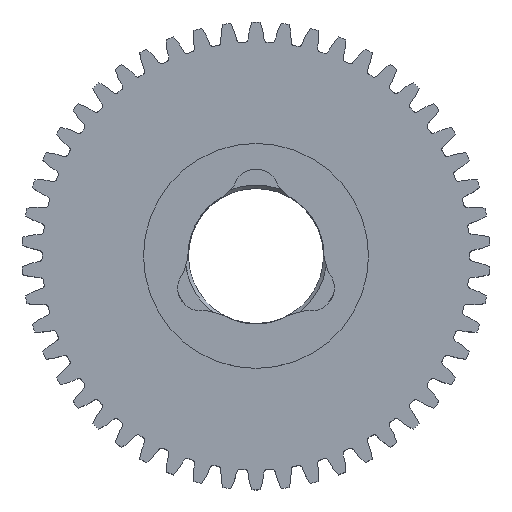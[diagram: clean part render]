
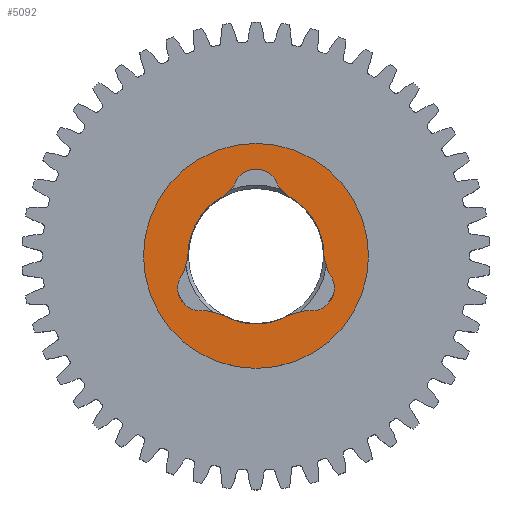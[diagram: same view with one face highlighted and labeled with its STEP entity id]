
A CAD part, top view. The second image highlights one B-rep face of the part: STEP entity #5092.
In plain terms, the highlighted planar face has unit normal (0, 0, 1).
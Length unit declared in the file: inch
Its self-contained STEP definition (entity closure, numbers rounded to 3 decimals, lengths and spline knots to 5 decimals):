
#43 = AXIS2_PLACEMENT_3D ( 'NONE', #6688, #17233, #8204 ) ;
#85 = AXIS2_PLACEMENT_3D ( 'NONE', #17255, #16137, #16133 ) ;
#340 = DIRECTION ( 'NONE',  ( -0.969, -0.248, 0. ) ) ;
#361 = CARTESIAN_POINT ( 'NONE',  ( 0.12201, 0.3937, 0.25 ) ) ;
#391 = VERTEX_POINT ( 'NONE', #13705 ) ;
#397 = ORIENTED_EDGE ( 'NONE', *, *, #14868, .T. ) ;
#449 = EDGE_LOOP ( 'NONE', ( #12131, #1100, #13991, #18507, #11422, #397, #16350, #1116, #17688, #7056, #3713, #8040, #8507, #1786 ) ) ;
#726 = CARTESIAN_POINT ( 'NONE',  ( -0.40196, -0.09119, 0.25 ) ) ;
#764 = DIRECTION ( 'NONE',  ( 0.269, 0.963, 0. ) ) ;
#899 = CARTESIAN_POINT ( 'NONE',  ( 0.30744, -0.1775, 0.25 ) ) ;
#1060 = LINE ( 'NONE', #13436, #4617 ) ;
#1100 = ORIENTED_EDGE ( 'NONE', *, *, #14046, .T. ) ;
#1116 = ORIENTED_EDGE ( 'NONE', *, *, #10464, .T. ) ;
#1242 = CARTESIAN_POINT ( 'NONE',  ( -0.19536, -0.32418, 0.25 ) ) ;
#1415 = CARTESIAN_POINT ( 'NONE',  ( 0.37843, -0.0071, 0.25 ) ) ;
#1715 = CARTESIAN_POINT ( 'NONE',  ( -0.12201, 0.3937, 0.25 ) ) ;
#1739 = AXIS2_PLACEMENT_3D ( 'NONE', #16847, #7805, #18378 ) ;
#1786 = ORIENTED_EDGE ( 'NONE', *, *, #3428, .T. ) ;
#2002 = VERTEX_POINT ( 'NONE', #18724 ) ;
#2467 = DIRECTION ( 'NONE',  ( 1., 0., 0. ) ) ;
#2815 = AXIS2_PLACEMENT_3D ( 'NONE', #3134, #3109, #3089 ) ;
#3089 = DIRECTION ( 'NONE',  ( 1., 0., 0. ) ) ;
#3109 = DIRECTION ( 'NONE',  ( 0., 0., -1. ) ) ;
#3134 = CARTESIAN_POINT ( 'NONE',  ( -0.30744, -0.1775, 0.25 ) ) ;
#3249 = CIRCLE ( 'NONE', #43, 0.128 ) ;
#3360 = DIRECTION ( 'NONE',  ( 0., 0., -1. ) ) ;
#3428 = EDGE_CURVE ( 'NONE', #17816, #17992, #18636, .T. ) ;
#3442 = EDGE_CURVE ( 'NONE', #14285, #6714, #7013, .T. ) ;
#3510 = VECTOR ( 'NONE', #11728, 39.37008 ) ;
#3713 = ORIENTED_EDGE ( 'NONE', *, *, #15544, .T. ) ;
#3835 = EDGE_CURVE ( 'NONE', #19374, #391, #8683, .T. ) ;
#4030 = EDGE_LOOP ( 'NONE', ( #9293, #6242 ) ) ;
#4169 = CARTESIAN_POINT ( 'NONE',  ( -0.625, 0., 0.25 ) ) ;
#4367 = VERTEX_POINT ( 'NONE', #9780 ) ;
#4477 = CARTESIAN_POINT ( 'NONE',  ( 0.43544, -0.1775, 0.25 ) ) ;
#4617 = VECTOR ( 'NONE', #16485, 39.37008 ) ;
#4685 = LINE ( 'NONE', #726, #12639 ) ;
#4771 = AXIS2_PLACEMENT_3D ( 'NONE', #8646, #19209, #10166 ) ;
#5092 = ADVANCED_FACE ( 'NONE', ( #14995, #7941 ), #16195, .T. ) ;
#5325 = LINE ( 'NONE', #6283, #8764 ) ;
#6242 = ORIENTED_EDGE ( 'NONE', *, *, #17023, .F. ) ;
#6283 = CARTESIAN_POINT ( 'NONE',  ( 0.27995, -0.30251, 0.25 ) ) ;
#6434 = CARTESIAN_POINT ( 'NONE',  ( 0.19536, -0.32418, 0.25 ) ) ;
#6514 = VERTEX_POINT ( 'NONE', #16263 ) ;
#6688 = CARTESIAN_POINT ( 'NONE',  ( 0., 0.355, 0.25 ) ) ;
#6714 = VERTEX_POINT ( 'NONE', #13438 ) ;
#6945 = DIRECTION ( 'NONE',  ( 0., 0., -1. ) ) ;
#7013 = CIRCLE ( 'NONE', #18974, 0.3785 ) ;
#7014 = DIRECTION ( 'NONE',  ( 0.699, -0.715, 0. ) ) ;
#7056 = ORIENTED_EDGE ( 'NONE', *, *, #3442, .T. ) ;
#7123 = CARTESIAN_POINT ( 'NONE',  ( 0.12201, 0.3937, 0.25 ) ) ;
#7342 = CARTESIAN_POINT ( 'NONE',  ( 0.18307, 0.33128, 0.25 ) ) ;
#7594 = EDGE_CURVE ( 'NONE', #12992, #17816, #14038, .T. ) ;
#7699 = VERTEX_POINT ( 'NONE', #4169 ) ;
#7805 = DIRECTION ( 'NONE',  ( 0., 0., -1. ) ) ;
#7850 = AXIS2_PLACEMENT_3D ( 'NONE', #16003, #6945, #17498 ) ;
#7941 = FACE_BOUND ( 'NONE', #449, .T. ) ;
#8040 = ORIENTED_EDGE ( 'NONE', *, *, #16012, .T. ) ;
#8061 = VERTEX_POINT ( 'NONE', #10299 ) ;
#8204 = DIRECTION ( 'NONE',  ( 1., 0., 0. ) ) ;
#8507 = ORIENTED_EDGE ( 'NONE', *, *, #7594, .T. ) ;
#8646 = CARTESIAN_POINT ( 'NONE',  ( 0., 0., 0.25 ) ) ;
#8683 = CIRCLE ( 'NONE', #14768, 0.3785 ) ;
#8764 = VECTOR ( 'NONE', #340, 39.37008 ) ;
#9187 = EDGE_CURVE ( 'NONE', #11888, #4367, #15932, .T. ) ;
#9293 = ORIENTED_EDGE ( 'NONE', *, *, #16800, .F. ) ;
#9304 = CIRCLE ( 'NONE', #7850, 0.3785 ) ;
#9780 = CARTESIAN_POINT ( 'NONE',  ( -0.40196, -0.09119, 0.25 ) ) ;
#10166 = DIRECTION ( 'NONE',  ( -1., 0., 0. ) ) ;
#10299 = CARTESIAN_POINT ( 'NONE',  ( 0.27995, -0.30251, 0.25 ) ) ;
#10464 = EDGE_CURVE ( 'NONE', #4367, #2002, #4685, .T. ) ;
#11378 = DIRECTION ( 'NONE',  ( 0., 0., -1. ) ) ;
#11422 = ORIENTED_EDGE ( 'NONE', *, *, #3835, .T. ) ;
#11423 = VERTEX_POINT ( 'NONE', #14403 ) ;
#11521 = EDGE_CURVE ( 'NONE', #2002, #14285, #9304, .T. ) ;
#11728 = DIRECTION ( 'NONE',  ( -0.969, 0.248, 0. ) ) ;
#11834 = CIRCLE ( 'NONE', #1739, 0.128 ) ;
#11888 = VERTEX_POINT ( 'NONE', #15326 ) ;
#12131 = ORIENTED_EDGE ( 'NONE', *, *, #15421, .T. ) ;
#12267 = CARTESIAN_POINT ( 'NONE',  ( 0., 0., 0.25 ) ) ;
#12333 = CIRCLE ( 'NONE', #18195, 0.625 ) ;
#12639 = VECTOR ( 'NONE', #764, 39.37008 ) ;
#12751 = DIRECTION ( 'NONE',  ( -1., 0., 0. ) ) ;
#12755 = DIRECTION ( 'NONE',  ( 0., 0., -1. ) ) ;
#12778 = CARTESIAN_POINT ( 'NONE',  ( 0., 0., 0.25 ) ) ;
#12856 = VERTEX_POINT ( 'NONE', #4477 ) ;
#12992 = VERTEX_POINT ( 'NONE', #361 ) ;
#13436 = CARTESIAN_POINT ( 'NONE',  ( -0.18307, 0.33128, 0.25 ) ) ;
#13438 = CARTESIAN_POINT ( 'NONE',  ( -0.18307, 0.33128, 0.25 ) ) ;
#13464 = VECTOR ( 'NONE', #17118, 39.37008 ) ;
#13705 = CARTESIAN_POINT ( 'NONE',  ( -0.19536, -0.32418, 0.25 ) ) ;
#13726 = DIRECTION ( 'NONE',  ( -1., 0., 0. ) ) ;
#13991 = ORIENTED_EDGE ( 'NONE', *, *, #16947, .T. ) ;
#14038 = LINE ( 'NONE', #7123, #18551 ) ;
#14046 = EDGE_CURVE ( 'NONE', #11423, #12856, #18721, .T. ) ;
#14285 = VERTEX_POINT ( 'NONE', #16348 ) ;
#14403 = CARTESIAN_POINT ( 'NONE',  ( 0.40196, -0.09119, 0.25 ) ) ;
#14529 = EDGE_CURVE ( 'NONE', #8061, #19374, #5325, .T. ) ;
#14768 = AXIS2_PLACEMENT_3D ( 'NONE', #12778, #12755, #12751 ) ;
#14868 = EDGE_CURVE ( 'NONE', #391, #11888, #19393, .T. ) ;
#14874 = AXIS2_PLACEMENT_3D ( 'NONE', #899, #11378, #2467 ) ;
#14995 = FACE_OUTER_BOUND ( 'NONE', #4030, .T. ) ;
#15326 = CARTESIAN_POINT ( 'NONE',  ( -0.27995, -0.30251, 0.25 ) ) ;
#15368 = CIRCLE ( 'NONE', #4771, 0.625 ) ;
#15421 = EDGE_CURVE ( 'NONE', #17992, #11423, #17490, .T. ) ;
#15544 = EDGE_CURVE ( 'NONE', #6714, #18459, #1060, .T. ) ;
#15728 = CARTESIAN_POINT ( 'NONE',  ( 0.37843, -0.0071, 0.25 ) ) ;
#15932 = CIRCLE ( 'NONE', #2815, 0.128 ) ;
#16003 = CARTESIAN_POINT ( 'NONE',  ( 0., 0., 0.25 ) ) ;
#16012 = EDGE_CURVE ( 'NONE', #18459, #12992, #3249, .T. ) ;
#16133 = DIRECTION ( 'NONE',  ( 1., 0., 0. ) ) ;
#16137 = DIRECTION ( 'NONE',  ( 0., 0., 1. ) ) ;
#16195 = PLANE ( 'NONE',  #85 ) ;
#16263 = CARTESIAN_POINT ( 'NONE',  ( 0.625, 0., 0.25 ) ) ;
#16348 = CARTESIAN_POINT ( 'NONE',  ( -0.3785, 0., 0.25 ) ) ;
#16350 = ORIENTED_EDGE ( 'NONE', *, *, #9187, .T. ) ;
#16485 = DIRECTION ( 'NONE',  ( 0.699, 0.715, 0. ) ) ;
#16800 = EDGE_CURVE ( 'NONE', #7699, #6514, #12333, .T. ) ;
#16847 = CARTESIAN_POINT ( 'NONE',  ( 0.30744, -0.1775, 0.25 ) ) ;
#16947 = EDGE_CURVE ( 'NONE', #12856, #8061, #11834, .T. ) ;
#17023 = EDGE_CURVE ( 'NONE', #6514, #7699, #15368, .T. ) ;
#17118 = DIRECTION ( 'NONE',  ( 0.269, -0.963, 0. ) ) ;
#17233 = DIRECTION ( 'NONE',  ( 0., 0., -1. ) ) ;
#17255 = CARTESIAN_POINT ( 'NONE',  ( 0., 0., 0.25 ) ) ;
#17490 = LINE ( 'NONE', #1415, #13464 ) ;
#17498 = DIRECTION ( 'NONE',  ( -1., 0., 0. ) ) ;
#17688 = ORIENTED_EDGE ( 'NONE', *, *, #11521, .T. ) ;
#17816 = VERTEX_POINT ( 'NONE', #7342 ) ;
#17992 = VERTEX_POINT ( 'NONE', #15728 ) ;
#18195 = AXIS2_PLACEMENT_3D ( 'NONE', #12267, #3360, #13726 ) ;
#18355 = AXIS2_PLACEMENT_3D ( 'NONE', #19154, #19149, #19130 ) ;
#18378 = DIRECTION ( 'NONE',  ( 1., 0., 0. ) ) ;
#18459 = VERTEX_POINT ( 'NONE', #1715 ) ;
#18507 = ORIENTED_EDGE ( 'NONE', *, *, #14529, .T. ) ;
#18551 = VECTOR ( 'NONE', #7014, 39.37008 ) ;
#18636 = CIRCLE ( 'NONE', #18355, 0.3785 ) ;
#18721 = CIRCLE ( 'NONE', #14874, 0.128 ) ;
#18724 = CARTESIAN_POINT ( 'NONE',  ( -0.37843, -0.0071, 0.25 ) ) ;
#18974 = AXIS2_PLACEMENT_3D ( 'NONE', #19089, #19085, #19070 ) ;
#19070 = DIRECTION ( 'NONE',  ( -1., 0., 0. ) ) ;
#19085 = DIRECTION ( 'NONE',  ( 0., 0., -1. ) ) ;
#19089 = CARTESIAN_POINT ( 'NONE',  ( 0., 0., 0.25 ) ) ;
#19130 = DIRECTION ( 'NONE',  ( -1., 0., 0. ) ) ;
#19149 = DIRECTION ( 'NONE',  ( 0., 0., -1. ) ) ;
#19154 = CARTESIAN_POINT ( 'NONE',  ( 0., 0., 0.25 ) ) ;
#19209 = DIRECTION ( 'NONE',  ( 0., 0., -1. ) ) ;
#19374 = VERTEX_POINT ( 'NONE', #6434 ) ;
#19393 = LINE ( 'NONE', #1242, #3510 ) ;
